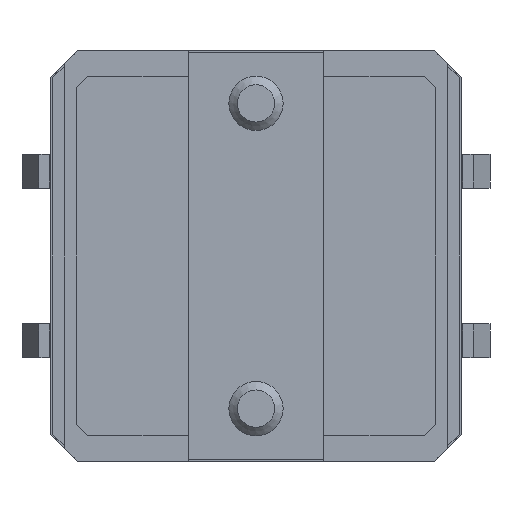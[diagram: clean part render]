
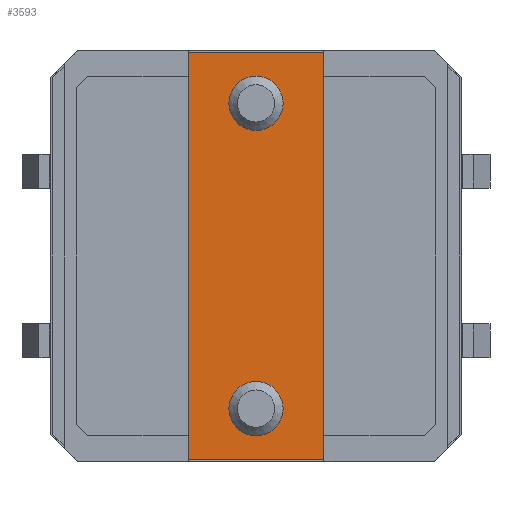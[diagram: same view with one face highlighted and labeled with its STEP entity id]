
A CAD part, front view. The second image highlights one B-rep face of the part: STEP entity #3593.
In plain terms, the highlighted planar face has unit normal (0, -1, 0).
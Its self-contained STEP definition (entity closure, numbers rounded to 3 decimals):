
#129 = CARTESIAN_POINT ( 'NONE',  ( 2., 0.2, -10.058 ) ) ;
#329 = EDGE_CURVE ( 'NONE', #4690, #854, #1089, .T. ) ;
#385 = CARTESIAN_POINT ( 'NONE',  ( 2., 0.2, -6. ) ) ;
#627 = EDGE_CURVE ( 'NONE', #1462, #1462, #4969, .T. ) ;
#715 = DIRECTION ( 'NONE',  ( -1., 0., 0. ) ) ;
#854 = VERTEX_POINT ( 'NONE', #1239 ) ;
#881 = VERTEX_POINT ( 'NONE', #7038 ) ;
#948 = CARTESIAN_POINT ( 'NONE',  ( -0.8, 0.2, -4.5 ) ) ;
#1083 = ORIENTED_EDGE ( 'NONE', *, *, #329, .F. ) ;
#1089 = LINE ( 'NONE', #3267, #5730 ) ;
#1222 = CIRCLE ( 'NONE', #6614, 0.8 ) ;
#1239 = CARTESIAN_POINT ( 'NONE',  ( -2., 0.2, -6. ) ) ;
#1260 = PLANE ( 'NONE',  #4973 ) ;
#1462 = VERTEX_POINT ( 'NONE', #948 ) ;
#1498 = VERTEX_POINT ( 'NONE', #5408 ) ;
#1550 = ORIENTED_EDGE ( 'NONE', *, *, #4848, .F. ) ;
#1659 = VECTOR ( 'NONE', #6410, 1000. ) ;
#1666 = EDGE_CURVE ( 'NONE', #1498, #881, #1790, .T. ) ;
#1790 = LINE ( 'NONE', #4297, #6266 ) ;
#1929 = DIRECTION ( 'NONE',  ( -1., 0., 0. ) ) ;
#1954 = DIRECTION ( 'NONE',  ( 0., -1., 0. ) ) ;
#1955 = FACE_BOUND ( 'NONE', #7287, .T. ) ;
#1985 = CARTESIAN_POINT ( 'NONE',  ( 0., 0.2, -4.5 ) ) ;
#2123 = ORIENTED_EDGE ( 'NONE', *, *, #1666, .F. ) ;
#2495 = DIRECTION ( 'NONE',  ( 0., -1., 0. ) ) ;
#2920 = CARTESIAN_POINT ( 'NONE',  ( -2., 0.2, -10.058 ) ) ;
#3025 = DIRECTION ( 'NONE',  ( 1., 0., 0. ) ) ;
#3032 = LINE ( 'NONE', #3483, #6114 ) ;
#3267 = CARTESIAN_POINT ( 'NONE',  ( 0., 0.2, -6. ) ) ;
#3349 = DIRECTION ( 'NONE',  ( -1., 0., 0. ) ) ;
#3483 = CARTESIAN_POINT ( 'NONE',  ( 2., 0.2, -10.058 ) ) ;
#3593 = ADVANCED_FACE ( 'NONE', ( #1955, #6606, #5079 ), #1260, .F. ) ;
#3857 = VERTEX_POINT ( 'NONE', #6207 ) ;
#4234 = DIRECTION ( 'NONE',  ( 0., 1., 0. ) ) ;
#4297 = CARTESIAN_POINT ( 'NONE',  ( 0., 0.2, 6. ) ) ;
#4680 = EDGE_LOOP ( 'NONE', ( #6755, #2123, #1550, #1083 ) ) ;
#4690 = VERTEX_POINT ( 'NONE', #385 ) ;
#4848 = EDGE_CURVE ( 'NONE', #854, #1498, #6300, .T. ) ;
#4969 = CIRCLE ( 'NONE', #7492, 0.8 ) ;
#4973 = AXIS2_PLACEMENT_3D ( 'NONE', #129, #4234, #715 ) ;
#5079 = FACE_OUTER_BOUND ( 'NONE', #4680, .T. ) ;
#5408 = CARTESIAN_POINT ( 'NONE',  ( -2., 0.2, 6. ) ) ;
#5492 = ORIENTED_EDGE ( 'NONE', *, *, #6313, .F. ) ;
#5730 = VECTOR ( 'NONE', #3349, 1000. ) ;
#5819 = ORIENTED_EDGE ( 'NONE', *, *, #627, .F. ) ;
#5990 = CARTESIAN_POINT ( 'NONE',  ( 0., 0.2, 4.5 ) ) ;
#6114 = VECTOR ( 'NONE', #7524, 1000. ) ;
#6207 = CARTESIAN_POINT ( 'NONE',  ( -0.8, 0.2, 4.5 ) ) ;
#6266 = VECTOR ( 'NONE', #3025, 1000. ) ;
#6300 = LINE ( 'NONE', #2920, #1659 ) ;
#6313 = EDGE_CURVE ( 'NONE', #3857, #3857, #1222, .T. ) ;
#6410 = DIRECTION ( 'NONE',  ( 0., 0., 1. ) ) ;
#6561 = DIRECTION ( 'NONE',  ( -1., 0., 0. ) ) ;
#6606 = FACE_BOUND ( 'NONE', #7003, .T. ) ;
#6614 = AXIS2_PLACEMENT_3D ( 'NONE', #5990, #2495, #6561 ) ;
#6755 = ORIENTED_EDGE ( 'NONE', *, *, #7168, .T. ) ;
#7003 = EDGE_LOOP ( 'NONE', ( #5492 ) ) ;
#7038 = CARTESIAN_POINT ( 'NONE',  ( 2., 0.2, 6. ) ) ;
#7168 = EDGE_CURVE ( 'NONE', #4690, #881, #3032, .T. ) ;
#7287 = EDGE_LOOP ( 'NONE', ( #5819 ) ) ;
#7492 = AXIS2_PLACEMENT_3D ( 'NONE', #1985, #1954, #1929 ) ;
#7524 = DIRECTION ( 'NONE',  ( 0., 0., 1. ) ) ;
